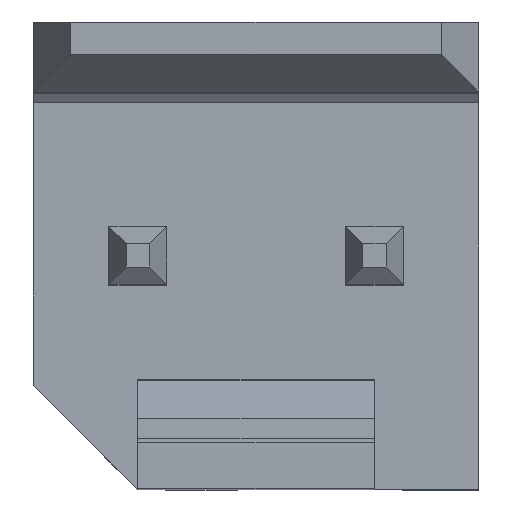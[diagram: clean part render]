
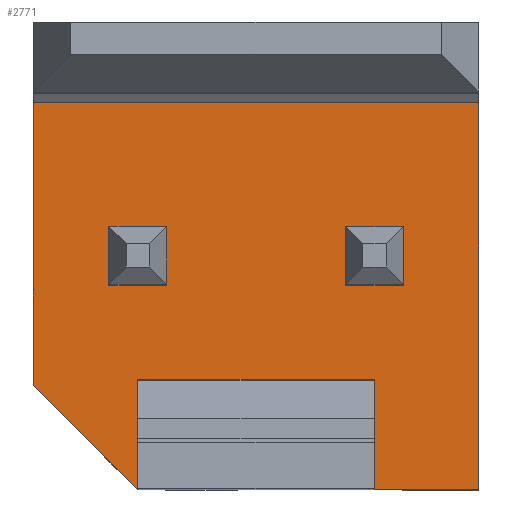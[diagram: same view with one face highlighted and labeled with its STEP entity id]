
A CAD part, top view. The second image highlights one B-rep face of the part: STEP entity #2771.
In plain terms, the highlighted face is planar.
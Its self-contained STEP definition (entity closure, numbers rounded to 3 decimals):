
#360=ORIENTED_EDGE('',*,*,#737,.T.);
#361=ORIENTED_EDGE('',*,*,#808,.T.);
#362=ORIENTED_EDGE('',*,*,#727,.T.);
#363=ORIENTED_EDGE('',*,*,#714,.T.);
#364=ORIENTED_EDGE('',*,*,#699,.T.);
#365=ORIENTED_EDGE('',*,*,#696,.T.);
#366=ORIENTED_EDGE('',*,*,#702,.T.);
#367=ORIENTED_EDGE('',*,*,#709,.T.);
#368=ORIENTED_EDGE('',*,*,#809,.T.);
#369=ORIENTED_EDGE('',*,*,#810,.T.);
#370=ORIENTED_EDGE('',*,*,#811,.T.);
#371=ORIENTED_EDGE('',*,*,#613,.F.);
#372=ORIENTED_EDGE('',*,*,#793,.T.);
#373=ORIENTED_EDGE('',*,*,#807,.F.);
#374=ORIENTED_EDGE('',*,*,#787,.F.);
#375=ORIENTED_EDGE('',*,*,#812,.F.);
#376=ORIENTED_EDGE('',*,*,#813,.T.);
#377=ORIENTED_EDGE('',*,*,#623,.T.);
#378=ORIENTED_EDGE('',*,*,#621,.T.);
#379=ORIENTED_EDGE('',*,*,#633,.T.);
#380=ORIENTED_EDGE('',*,*,#814,.T.);
#381=ORIENTED_EDGE('',*,*,#815,.T.);
#382=ORIENTED_EDGE('',*,*,#816,.T.);
#383=ORIENTED_EDGE('',*,*,#817,.T.);
#613=EDGE_CURVE('',#901,#902,#1085,.T.);
#621=EDGE_CURVE('',#909,#908,#1093,.T.);
#623=EDGE_CURVE('',#910,#909,#1095,.T.);
#633=EDGE_CURVE('',#908,#915,#1105,.T.);
#696=EDGE_CURVE('',#964,#963,#1168,.T.);
#699=EDGE_CURVE('',#966,#964,#1171,.T.);
#702=EDGE_CURVE('',#963,#968,#1174,.T.);
#709=EDGE_CURVE('',#968,#973,#1181,.T.);
#714=EDGE_CURVE('',#976,#966,#1186,.T.);
#727=EDGE_CURVE('',#983,#976,#1199,.T.);
#737=EDGE_CURVE('',#973,#988,#1209,.T.);
#787=EDGE_CURVE('',#1023,#1024,#1259,.T.);
#793=EDGE_CURVE('',#901,#1028,#1265,.T.);
#807=EDGE_CURVE('',#1024,#1028,#1278,.T.);
#808=EDGE_CURVE('',#988,#983,#1279,.T.);
#809=EDGE_CURVE('',#1035,#1036,#1280,.T.);
#810=EDGE_CURVE('',#1036,#1037,#1281,.T.);
#811=EDGE_CURVE('',#1037,#902,#1282,.T.);
#812=EDGE_CURVE('',#1035,#1023,#1283,.T.);
#813=EDGE_CURVE('',#1038,#910,#1284,.T.);
#814=EDGE_CURVE('',#915,#1039,#1285,.T.);
#815=EDGE_CURVE('',#1039,#1040,#1286,.T.);
#816=EDGE_CURVE('',#1040,#1041,#1287,.T.);
#817=EDGE_CURVE('',#1041,#1038,#1288,.T.);
#901=VERTEX_POINT('',#3454);
#902=VERTEX_POINT('',#3456);
#908=VERTEX_POINT('',#3471);
#909=VERTEX_POINT('',#3473);
#910=VERTEX_POINT('',#3477);
#915=VERTEX_POINT('',#3495);
#963=VERTEX_POINT('',#3627);
#964=VERTEX_POINT('',#3629);
#966=VERTEX_POINT('',#3635);
#968=VERTEX_POINT('',#3640);
#973=VERTEX_POINT('',#3654);
#976=VERTEX_POINT('',#3663);
#983=VERTEX_POINT('',#3689);
#988=VERTEX_POINT('',#3707);
#1023=VERTEX_POINT('',#3802);
#1024=VERTEX_POINT('',#3804);
#1028=VERTEX_POINT('',#3816);
#1035=VERTEX_POINT('',#3846);
#1036=VERTEX_POINT('',#3847);
#1037=VERTEX_POINT('',#3849);
#1038=VERTEX_POINT('',#3853);
#1039=VERTEX_POINT('',#3855);
#1040=VERTEX_POINT('',#3857);
#1041=VERTEX_POINT('',#3859);
#1085=LINE('',#3455,#1371);
#1093=LINE('',#3472,#1379);
#1095=LINE('',#3476,#1381);
#1105=LINE('',#3496,#1391);
#1168=LINE('',#3628,#1454);
#1171=LINE('',#3634,#1457);
#1174=LINE('',#3641,#1460);
#1181=LINE('',#3655,#1467);
#1186=LINE('',#3662,#1472);
#1199=LINE('',#3688,#1485);
#1209=LINE('',#3708,#1495);
#1259=LINE('',#3803,#1545);
#1265=LINE('',#3815,#1551);
#1278=LINE('',#3842,#1564);
#1279=LINE('',#3844,#1565);
#1280=LINE('',#3845,#1566);
#1281=LINE('',#3848,#1567);
#1282=LINE('',#3850,#1568);
#1283=LINE('',#3851,#1569);
#1284=LINE('',#3852,#1570);
#1285=LINE('',#3854,#1571);
#1286=LINE('',#3856,#1572);
#1287=LINE('',#3858,#1573);
#1288=LINE('',#3860,#1574);
#1371=VECTOR('',#2944,1000.);
#1379=VECTOR('',#2956,1000.);
#1381=VECTOR('',#2960,1000.);
#1391=VECTOR('',#2978,1000.);
#1454=VECTOR('',#3083,1000.);
#1457=VECTOR('',#3088,1000.);
#1460=VECTOR('',#3093,1000.);
#1467=VECTOR('',#3104,1000.);
#1472=VECTOR('',#3109,1000.);
#1485=VECTOR('',#3134,1000.);
#1495=VECTOR('',#3152,1000.);
#1545=VECTOR('',#3222,1000.);
#1551=VECTOR('',#3232,1000.);
#1564=VECTOR('',#3259,1000.);
#1565=VECTOR('',#3262,1000.);
#1566=VECTOR('',#3263,1000.);
#1567=VECTOR('',#3264,1000.);
#1568=VECTOR('',#3265,1000.);
#1569=VECTOR('',#3266,1000.);
#1570=VECTOR('',#3267,1000.);
#1571=VECTOR('',#3268,1000.);
#1572=VECTOR('',#3269,1000.);
#1573=VECTOR('',#3270,1000.);
#1574=VECTOR('',#3271,1000.);
#1712=EDGE_LOOP('',(#360,#361,#362,#363,#364,#365,#366,#367));
#1713=EDGE_LOOP('',(#368,#369,#370,#371,#372,#373,#374,#375));
#1714=EDGE_LOOP('',(#376,#377,#378,#379,#380,#381,#382,#383));
#1821=FACE_BOUND('',#1712,.T.);
#1822=FACE_BOUND('',#1713,.T.);
#1823=FACE_BOUND('',#1714,.T.);
#1927=PLANE('',#2885);
#2771=ADVANCED_FACE('',(#1821,#1822,#1823),#1927,.F.);
#2885=AXIS2_PLACEMENT_3D('',#3843,#3260,#3261);
#2944=DIRECTION('',(-1.,0.,0.));
#2956=DIRECTION('',(-1.,0.,0.));
#2960=DIRECTION('',(0.,0.,1.));
#2978=DIRECTION('',(0.,0.,-1.));
#3083=DIRECTION('',(1.,0.,0.));
#3088=DIRECTION('',(0.,0.,-1.));
#3093=DIRECTION('',(0.,0.,1.));
#3104=DIRECTION('',(1.,0.,0.));
#3109=DIRECTION('',(1.,0.,0.));
#3134=DIRECTION('',(0.,0.,-1.));
#3152=DIRECTION('',(0.,0.,1.));
#3222=DIRECTION('',(0.,0.,-1.));
#3232=DIRECTION('',(0.,0.,1.));
#3259=DIRECTION('',(1.,0.,0.));
#3260=DIRECTION('',(0.,-1.,0.));
#3261=DIRECTION('',(-1.,0.,0.));
#3262=DIRECTION('',(-1.,0.,0.));
#3263=DIRECTION('',(0.,0.,-1.));
#3264=DIRECTION('',(-1.,0.,0.));
#3265=DIRECTION('',(-0.707,0.,0.707));
#3266=DIRECTION('',(-1.,0.,0.));
#3267=DIRECTION('',(1.,0.,0.));
#3268=DIRECTION('',(1.,0.,0.));
#3269=DIRECTION('',(0.,0.,-1.));
#3270=DIRECTION('',(1.,0.,0.));
#3271=DIRECTION('',(0.,0.,1.));
#3454=CARTESIAN_POINT('',(-4.15,2.6,-0.299));
#3455=CARTESIAN_POINT('',(-5.,2.6,-0.299));
#3456=CARTESIAN_POINT('',(-5.,2.6,-0.299));
#3471=CARTESIAN_POINT('',(-2.81,2.6,0.011));
#3472=CARTESIAN_POINT('',(-5.,2.6,0.011));
#3473=CARTESIAN_POINT('',(-2.19,2.6,0.011));
#3476=CARTESIAN_POINT('',(-2.19,2.6,-1.42));
#3477=CARTESIAN_POINT('',(-2.19,2.6,-0.608));
#3495=CARTESIAN_POINT('',(-2.81,2.6,-0.608));
#3496=CARTESIAN_POINT('',(-2.81,2.6,-1.42));
#3627=CARTESIAN_POINT('',(-2.21,2.6,1.93));
#3628=CARTESIAN_POINT('',(-5.,2.6,1.93));
#3629=CARTESIAN_POINT('',(-2.79,2.6,1.93));
#3634=CARTESIAN_POINT('',(-2.79,2.6,-6.5));
#3635=CARTESIAN_POINT('',(-2.79,2.6,1.931));
#3640=CARTESIAN_POINT('',(-2.21,2.6,1.931));
#3641=CARTESIAN_POINT('',(-2.21,2.6,-6.5));
#3654=CARTESIAN_POINT('',(-2.19,2.6,1.931));
#3655=CARTESIAN_POINT('',(-5.,2.6,1.931));
#3662=CARTESIAN_POINT('',(-5.,2.6,1.931));
#3663=CARTESIAN_POINT('',(-2.81,2.6,1.931));
#3688=CARTESIAN_POINT('',(-2.81,2.6,-1.42));
#3689=CARTESIAN_POINT('',(-2.81,2.6,2.551));
#3707=CARTESIAN_POINT('',(-2.19,2.6,2.551));
#3708=CARTESIAN_POINT('',(-2.19,2.6,-1.42));
#3802=CARTESIAN_POINT('',(-5.,2.6,3.36));
#3803=CARTESIAN_POINT('',(-5.,2.6,-1.42));
#3804=CARTESIAN_POINT('',(-5.,2.6,2.24));
#3815=CARTESIAN_POINT('',(-4.15,2.6,-6.5));
#3816=CARTESIAN_POINT('',(-4.15,2.6,2.24));
#3842=CARTESIAN_POINT('',(-5.,2.6,2.24));
#3843=CARTESIAN_POINT('',(-4.3,2.6,9.426));
#3844=CARTESIAN_POINT('',(-5.,2.6,2.551));
#3845=CARTESIAN_POINT('',(-0.85,2.6,-1.42));
#3846=CARTESIAN_POINT('',(-0.85,2.6,3.36));
#3847=CARTESIAN_POINT('',(-0.85,2.6,-1.419));
#3848=CARTESIAN_POINT('',(-5.,2.6,-1.419));
#3849=CARTESIAN_POINT('',(-3.88,2.6,-1.419));
#3850=CARTESIAN_POINT('',(-3.88,2.6,-1.419));
#3851=CARTESIAN_POINT('',(-5.,2.6,3.36));
#3852=CARTESIAN_POINT('',(-5.,2.6,-0.608));
#3853=CARTESIAN_POINT('',(-2.21,2.6,-0.608));
#3854=CARTESIAN_POINT('',(-5.,2.6,-0.608));
#3855=CARTESIAN_POINT('',(-2.79,2.6,-0.608));
#3856=CARTESIAN_POINT('',(-2.79,2.6,-1.419));
#3857=CARTESIAN_POINT('',(-2.79,2.6,-0.609));
#3858=CARTESIAN_POINT('',(-5.,2.6,-0.609));
#3859=CARTESIAN_POINT('',(-2.21,2.6,-0.609));
#3860=CARTESIAN_POINT('',(-2.21,2.6,-1.419));
